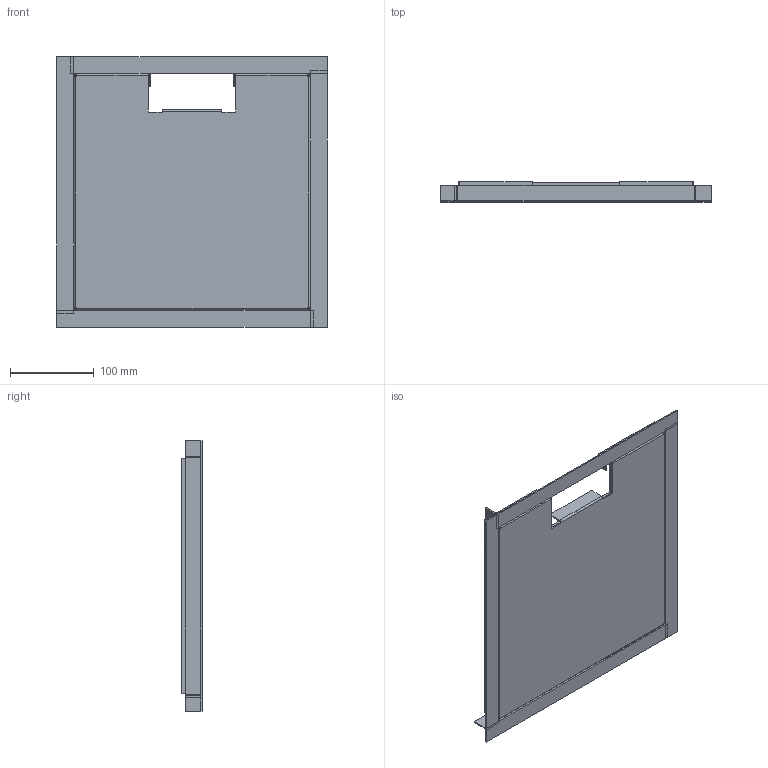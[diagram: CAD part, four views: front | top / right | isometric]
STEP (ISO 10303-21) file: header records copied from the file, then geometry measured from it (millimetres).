
FILE_DESCRIPTION (( 'STEP AP214' ), '1' );
FILE_NAME ('7406554_KSTP1.stp', '2016-10-10T13:20:54', ( '' ), ( '' ), 'SwSTEP 2.0', 'SolidWorks 2016', '' );
FILE_SCHEMA (( 'AUTOMOTIVE_DESIGN' ));
Length unit declared in the file: millimetre
Products named in the file (5): 002297_39441212 H=20 VA; 000155_Standard; 43473A_Nenngr”áe 250; 40494AB_39408460T1_40494AB_H=24_VA; 7406554_KSTP1
Assembly tree (7 placements, depth 3):
  7406554_KSTP1
    000155_Standard
      40494AB_39408460T1_40494AB_H=24_VA
      43473A_Nenngr”áe 250
    002297_39441212 H=20 VA  x4
Bounding box: 323.8 x 24 x 323.8 mm (x, y, z)
Volume: 505642.9 mm3; surface area: 446778.8 mm2
Topology: 6 solids, 6 shells, 152 faces, 356 edges, 216 vertices
Faces by surface type: plane 136, cylinder 16
Entity records: 4399 total; most frequent: CARTESIAN_POINT 621, DIRECTION 612, ORIENTED_EDGE 604, EDGE_CURVE 302, VECTOR 270, LINE 270, VERTEX_POINT 180, AXIS2_PLACEMENT_3D 171
